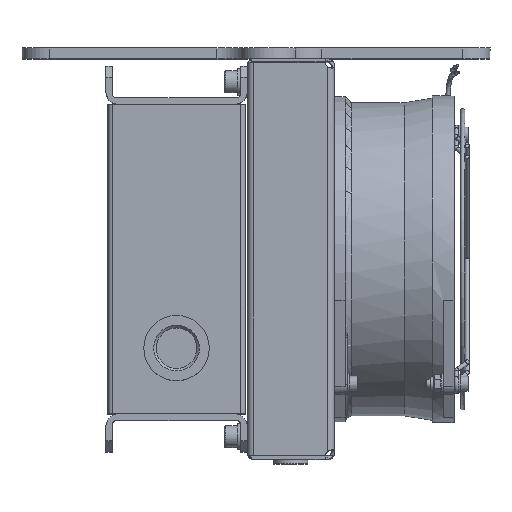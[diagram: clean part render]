
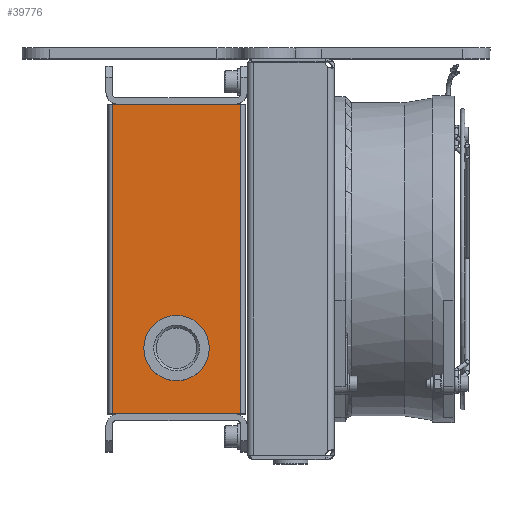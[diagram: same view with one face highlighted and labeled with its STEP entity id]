
A CAD part, top view. The second image highlights one B-rep face of the part: STEP entity #39776.
In plain terms, the highlighted planar face has unit normal (0, 0, 1).
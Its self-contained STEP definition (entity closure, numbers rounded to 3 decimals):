
#39017=CARTESIAN_POINT('',(-47.5,-26.,82.5));
#39018=VERTEX_POINT('',#39017);
#39019=CARTESIAN_POINT('',(-47.5,-41.,82.5));
#39020=DIRECTION('',(0.0,0.0,-1.0));
#39021=DIRECTION('',(0.0,-1.0,0.0));
#39022=AXIS2_PLACEMENT_3D('',#39019,#39020,#39021);
#39023=CIRCLE('',#39022,15.0);
#39024=EDGE_CURVE('',#39018,#39018,#39023,.T.);
#39665=CARTESIAN_POINT('',(-18.,71.,82.5));
#39666=VERTEX_POINT('',#39665);
#39674=CARTESIAN_POINT('',(-18.,-71.,82.5));
#39675=VERTEX_POINT('',#39674);
#39676=CARTESIAN_POINT('',(-18.,71.,82.5));
#39677=DIRECTION('',(0.0,-1.0,0.0));
#39678=VECTOR('',#39677,142.0);
#39679=LINE('',#39676,#39678);
#39680=EDGE_CURVE('',#39666,#39675,#39679,.T.);
#39706=CARTESIAN_POINT('',(-77.,-71.,82.5));
#39707=VERTEX_POINT('',#39706);
#39708=CARTESIAN_POINT('',(-77.,-71.,82.5));
#39709=DIRECTION('',(1.0,0.0,0.0));
#39710=VECTOR('',#39709,59.);
#39711=LINE('',#39708,#39710);
#39712=EDGE_CURVE('',#39707,#39675,#39711,.T.);
#39750=CARTESIAN_POINT('',(-16.,0.,82.5));
#39751=DIRECTION('',(0.0,0.0,1.0));
#39752=DIRECTION('',(1.0,0.0,0.0));
#39753=AXIS2_PLACEMENT_3D('',#39750,#39751,#39752);
#39754=PLANE('',#39753);
#39755=ORIENTED_EDGE('',*,*,#39680,.F.);
#39756=CARTESIAN_POINT('',(-77.,71.,82.5));
#39757=VERTEX_POINT('',#39756);
#39758=CARTESIAN_POINT('',(-18.,71.,82.5));
#39759=DIRECTION('',(-1.0,0.0,0.0));
#39760=VECTOR('',#39759,59.);
#39761=LINE('',#39758,#39760);
#39762=EDGE_CURVE('',#39666,#39757,#39761,.T.);
#39763=ORIENTED_EDGE('',*,*,#39762,.T.);
#39764=CARTESIAN_POINT('',(-77.,-71.,82.5));
#39765=DIRECTION('',(0.0,1.0,0.0));
#39766=VECTOR('',#39765,142.0);
#39767=LINE('',#39764,#39766);
#39768=EDGE_CURVE('',#39707,#39757,#39767,.T.);
#39769=ORIENTED_EDGE('',*,*,#39768,.F.);
#39770=ORIENTED_EDGE('',*,*,#39712,.T.);
#39771=EDGE_LOOP('',(#39755,#39763,#39769,#39770));
#39772=FACE_OUTER_BOUND('',#39771,.T.);
#39773=ORIENTED_EDGE('',*,*,#39024,.T.);
#39774=EDGE_LOOP('',(#39773));
#39775=FACE_BOUND('',#39774,.T.);
#39776=ADVANCED_FACE('',(#39772,#39775),#39754,.T.);
